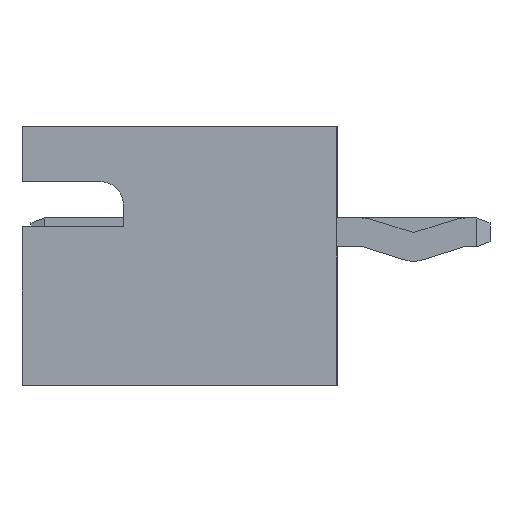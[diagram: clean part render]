
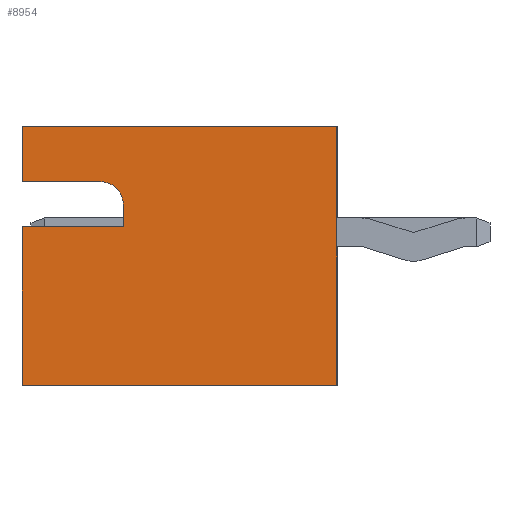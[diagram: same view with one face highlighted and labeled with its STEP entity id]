
A CAD part, left-side view. The second image highlights one B-rep face of the part: STEP entity #8954.
In plain terms, the highlighted planar face has unit normal (-1, 0, 0).
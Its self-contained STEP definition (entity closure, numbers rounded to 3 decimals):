
#623 = EDGE_CURVE ( 'NONE', #1098, #8078, #8506, .T. ) ;
#655 = VERTEX_POINT ( 'NONE', #6783 ) ;
#664 = CARTESIAN_POINT ( 'NONE',  ( -9.95, 4.75, 0.65 ) ) ;
#1060 = VECTOR ( 'NONE', #4857, 1000. ) ;
#1098 = VERTEX_POINT ( 'NONE', #8213 ) ;
#1132 = CARTESIAN_POINT ( 'NONE',  ( -9.95, 4.75, 1.15 ) ) ;
#1194 = CARTESIAN_POINT ( 'NONE',  ( -9.95, 0., 2.875 ) ) ;
#1198 = CARTESIAN_POINT ( 'NONE',  ( -9.95, 0., -2.875 ) ) ;
#1537 = EDGE_CURVE ( 'NONE', #7715, #655, #2394, .T. ) ;
#1563 = LINE ( 'NONE', #9372, #5451 ) ;
#1793 = ORIENTED_EDGE ( 'NONE', *, *, #8897, .T. ) ;
#1847 = LINE ( 'NONE', #3647, #7562 ) ;
#2094 = VECTOR ( 'NONE', #2995, 1000. ) ;
#2304 = CARTESIAN_POINT ( 'NONE',  ( -9.95, 7., -2.875 ) ) ;
#2323 = VECTOR ( 'NONE', #8005, 1000. ) ;
#2394 = LINE ( 'NONE', #7433, #1060 ) ;
#2423 = CARTESIAN_POINT ( 'NONE',  ( -9.95, 7., 2.875 ) ) ;
#2448 = FACE_OUTER_BOUND ( 'NONE', #10744, .T. ) ;
#2590 = DIRECTION ( 'NONE',  ( 0., 0., 1. ) ) ;
#2698 = EDGE_CURVE ( 'NONE', #6128, #7955, #1563, .T. ) ;
#2738 = VERTEX_POINT ( 'NONE', #1132 ) ;
#2984 = CARTESIAN_POINT ( 'NONE',  ( -9.95, 7., 0.65 ) ) ;
#2995 = DIRECTION ( 'NONE',  ( 0., 0., -1. ) ) ;
#3114 = CARTESIAN_POINT ( 'NONE',  ( -9.95, 7., 0. ) ) ;
#3141 = LINE ( 'NONE', #2304, #5724 ) ;
#3185 = CARTESIAN_POINT ( 'NONE',  ( -9.95, 7., 1.65 ) ) ;
#3647 = CARTESIAN_POINT ( 'NONE',  ( -9.95, 7., 0. ) ) ;
#3799 = DIRECTION ( 'NONE',  ( 0., -1., 0. ) ) ;
#4250 = AXIS2_PLACEMENT_3D ( 'NONE', #3114, #10609, #10495 ) ;
#4424 = CARTESIAN_POINT ( 'NONE',  ( -9.95, 7., 2.875 ) ) ;
#4525 = VERTEX_POINT ( 'NONE', #664 ) ;
#4584 = VERTEX_POINT ( 'NONE', #4424 ) ;
#4598 = ORIENTED_EDGE ( 'NONE', *, *, #6831, .T. ) ;
#4825 = PLANE ( 'NONE',  #4250 ) ;
#4845 = AXIS2_PLACEMENT_3D ( 'NONE', #9180, #9143, #2590 ) ;
#4854 = LINE ( 'NONE', #2423, #6533 ) ;
#4857 = DIRECTION ( 'NONE',  ( 0., -1., 0. ) ) ;
#5088 = DIRECTION ( 'NONE',  ( 0., 0., 1. ) ) ;
#5262 = ORIENTED_EDGE ( 'NONE', *, *, #2698, .T. ) ;
#5451 = VECTOR ( 'NONE', #10261, 1000. ) ;
#5724 = VECTOR ( 'NONE', #3799, 1000. ) ;
#5945 = ORIENTED_EDGE ( 'NONE', *, *, #623, .F. ) ;
#6128 = VERTEX_POINT ( 'NONE', #1198 ) ;
#6389 = EDGE_CURVE ( 'NONE', #4584, #7955, #4854, .T. ) ;
#6533 = VECTOR ( 'NONE', #8966, 1000. ) ;
#6644 = ORIENTED_EDGE ( 'NONE', *, *, #6802, .F. ) ;
#6783 = CARTESIAN_POINT ( 'NONE',  ( -9.95, 5.25, 1.65 ) ) ;
#6802 = EDGE_CURVE ( 'NONE', #7715, #4584, #1847, .T. ) ;
#6831 = EDGE_CURVE ( 'NONE', #1098, #6128, #3141, .T. ) ;
#7057 = EDGE_CURVE ( 'NONE', #2738, #4525, #9731, .T. ) ;
#7123 = ORIENTED_EDGE ( 'NONE', *, *, #7057, .T. ) ;
#7206 = CARTESIAN_POINT ( 'NONE',  ( -9.95, 4.75, 0. ) ) ;
#7433 = CARTESIAN_POINT ( 'NONE',  ( -9.95, 7., 1.65 ) ) ;
#7562 = VECTOR ( 'NONE', #9500, 1000. ) ;
#7715 = VERTEX_POINT ( 'NONE', #3185 ) ;
#7919 = ORIENTED_EDGE ( 'NONE', *, *, #10725, .F. ) ;
#7955 = VERTEX_POINT ( 'NONE', #1194 ) ;
#8005 = DIRECTION ( 'NONE',  ( 0., 1., 0. ) ) ;
#8078 = VERTEX_POINT ( 'NONE', #2984 ) ;
#8213 = CARTESIAN_POINT ( 'NONE',  ( -9.95, 7., -2.875 ) ) ;
#8506 = LINE ( 'NONE', #8531, #9916 ) ;
#8531 = CARTESIAN_POINT ( 'NONE',  ( -9.95, 7., 0. ) ) ;
#8537 = ORIENTED_EDGE ( 'NONE', *, *, #1537, .T. ) ;
#8897 = EDGE_CURVE ( 'NONE', #4525, #8078, #9561, .T. ) ;
#8954 = ADVANCED_FACE ( 'NONE', ( #2448 ), #4825, .F. ) ;
#8966 = DIRECTION ( 'NONE',  ( 0., -1., 0. ) ) ;
#9143 = DIRECTION ( 'NONE',  ( -1., 0., 0. ) ) ;
#9180 = CARTESIAN_POINT ( 'NONE',  ( -9.95, 5.25, 1.15 ) ) ;
#9372 = CARTESIAN_POINT ( 'NONE',  ( -9.95, 0., 0. ) ) ;
#9385 = CIRCLE ( 'NONE', #4845, 0.5 ) ;
#9500 = DIRECTION ( 'NONE',  ( 0., 0., 1. ) ) ;
#9561 = LINE ( 'NONE', #9672, #2323 ) ;
#9672 = CARTESIAN_POINT ( 'NONE',  ( -9.95, 7., 0.65 ) ) ;
#9731 = LINE ( 'NONE', #7206, #2094 ) ;
#9916 = VECTOR ( 'NONE', #5088, 1000. ) ;
#10261 = DIRECTION ( 'NONE',  ( 0., 0., 1. ) ) ;
#10495 = DIRECTION ( 'NONE',  ( 0., 0., -1. ) ) ;
#10582 = ORIENTED_EDGE ( 'NONE', *, *, #6389, .F. ) ;
#10609 = DIRECTION ( 'NONE',  ( 1., 0., 0. ) ) ;
#10725 = EDGE_CURVE ( 'NONE', #2738, #655, #9385, .T. ) ;
#10744 = EDGE_LOOP ( 'NONE', ( #7123, #1793, #5945, #4598, #5262, #10582, #6644, #8537, #7919 ) ) ;
